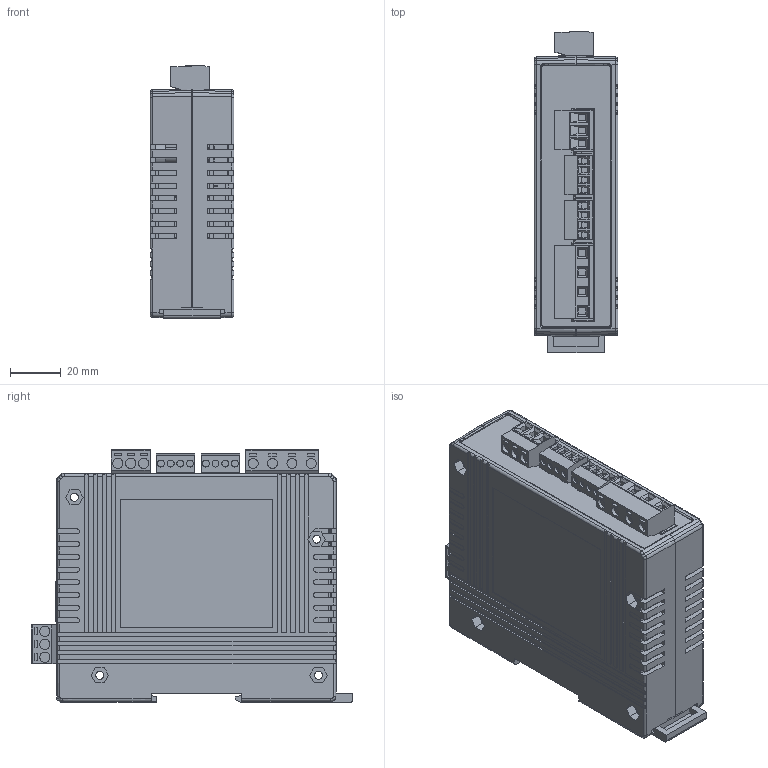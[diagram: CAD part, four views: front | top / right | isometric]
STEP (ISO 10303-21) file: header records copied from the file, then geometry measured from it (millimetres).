
FILE_DESCRIPTION (( 'STEP AP203' ), '1' );
FILE_NAME ('PM-3114-MTCP.STEP', '2022-05-05T01:46:09', ( 'Windows 使用者' ), ( '' ), 'SwSTEP 2.0', 'SolidWorks 2020', '' );
FILE_SCHEMA (( 'CONFIG_CONTROL_DESIGN' ));
Length unit declared in the file: millimetre
Products named in the file (23): 4 pin_7.62_90D; 3 pin_8.08_90D; PROFI-2000 滑片(4SI21K0000031); 2DJ049_RB1-126BHQ1A; F.G.馬口鐵(4SI21A0000001); 3pin5.08-M; 4 pin_3.81_90D; LED-UP-4P_; PM-2000 左側側蓋(紅)(4SI21R0000003); PM-2000 右側側蓋(紅)(4SI21R0000004); SW89; PM-3114-MTCP_PCB; PM-3112-MTCP_02(4SI21K0000073); 4pin_381_90D_K-; PM-3114面板_4SI21K0000051; 3Pin_5.08_90D; 4pin7.62_90-F; 4pin_381_90D_; PM-3114-MTCP; PM-3112-MTCP_PCB; 4pin7.62_90
Assembly tree (26 placements, depth 4):
  PM-3114-MTCP
    PM-3114-MTCP_PCB
      PM-3112-MTCP_PCB
      4 pin_3.81_90D
        4pin_381_90D_
        4pin_381_90D_K-
      4 pin_3.81_90D
        4pin_381_90D_
        4pin_381_90D_K-
      3 pin_8.08_90D
        3Pin_5.08_90D
        3pin5.08-M
      LED-UP-4P_
      4 pin_7.62_90D
        4pin7.62_90
        4pin7.62_90-F
      3 pin_8.08_90D
        3Pin_5.08_90D
        3pin5.08-M
      2DJ049_RB1-126BHQ1A
      SW89
    PROFI-2000 滑片(4SI21K0000031)
    PM-2000 右側側蓋(紅)(4SI21R0000004)
    PM-2000 左側側蓋(紅)(4SI21R0000003)
    PM-3114面板_4SI21K0000051
    PM-3112-MTCP_02(4SI21K0000073)
    F.G.馬口鐵(4SI21A0000001)
Bounding box: 33 x 126.5 x 99.37 mm (x, y, z)
Volume: 98662.9 mm3; surface area: 129634.1 mm2
Topology: 21 solids, 21 shells, 2614 faces, 6917 edges, 4474 vertices
Faces by surface type: plane 2037, cylinder 471, cone 36, bspline 32, sphere 22, torus 16
Entity records: 67656 total; most frequent: CARTESIAN_POINT 12253, ORIENTED_EDGE 11190, DIRECTION 10605, EDGE_CURVE 5595, VECTOR 4561, LINE 4561, VERTEX_POINT 3642, AXIS2_PLACEMENT_3D 3022
